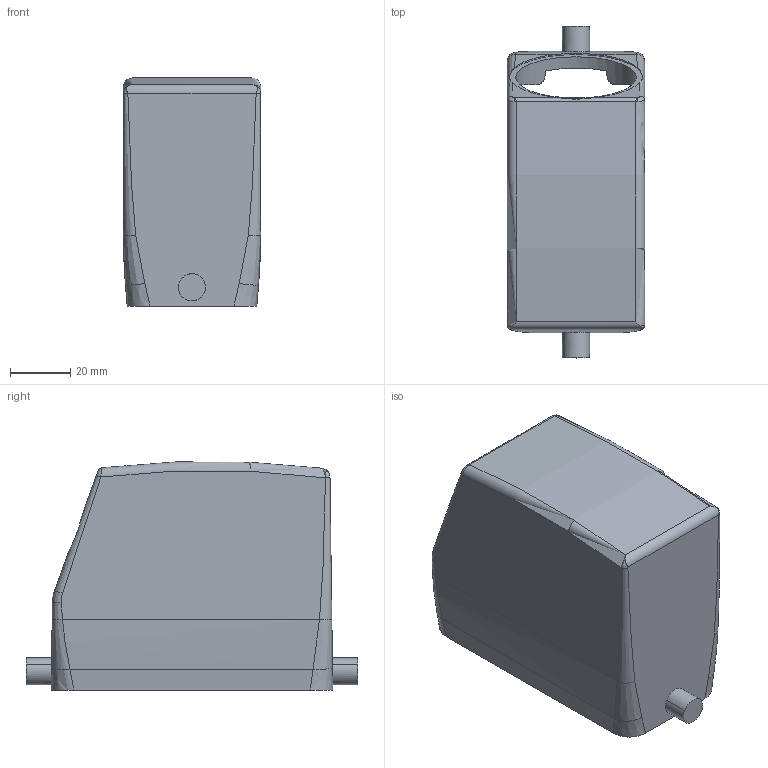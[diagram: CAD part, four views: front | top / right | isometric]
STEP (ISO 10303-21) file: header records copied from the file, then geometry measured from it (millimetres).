
FILE_DESCRIPTION(('CATIA V5 STEP Exchange','CAx-IF Rec.Pracs.--- Model Styling and Organization---1.4--- 2014-01-23'),'2;1');
FILE_NAME ('13387374_2', '2019-07-25T14:35:37+00:00', ('none'), ('Weidmueller'), 'CATIA Version 5-6 Release 2016 SP3 HF44', 'CATIA V5 STEP AP214', 'none');
FILE_SCHEMA(('AUTOMOTIVE_DESIGN { 1 0 10303 214 1 1 1 1 }'));
Length unit declared in the file: millimetre
Products named in the file (1): 1804650000
Bounding box: 45.5 x 110 x 75.58 mm (x, y, z)
Volume: 94505.6 mm3; surface area: 41620.6 mm2
Topology: 1 solids, 1 shells, 94 faces, 240 edges, 152 vertices
Faces by surface type: plane 39, cylinder 31, bspline 22, torus 2
Entity records: 5340 total; most frequent: CARTESIAN_POINT 3376, ORIENTED_EDGE 476, DIRECTION 256, EDGE_CURVE 238, VERTEX_POINT 152, AXIS2_PLACEMENT_3D 109, EDGE_LOOP 102, VECTOR 94
